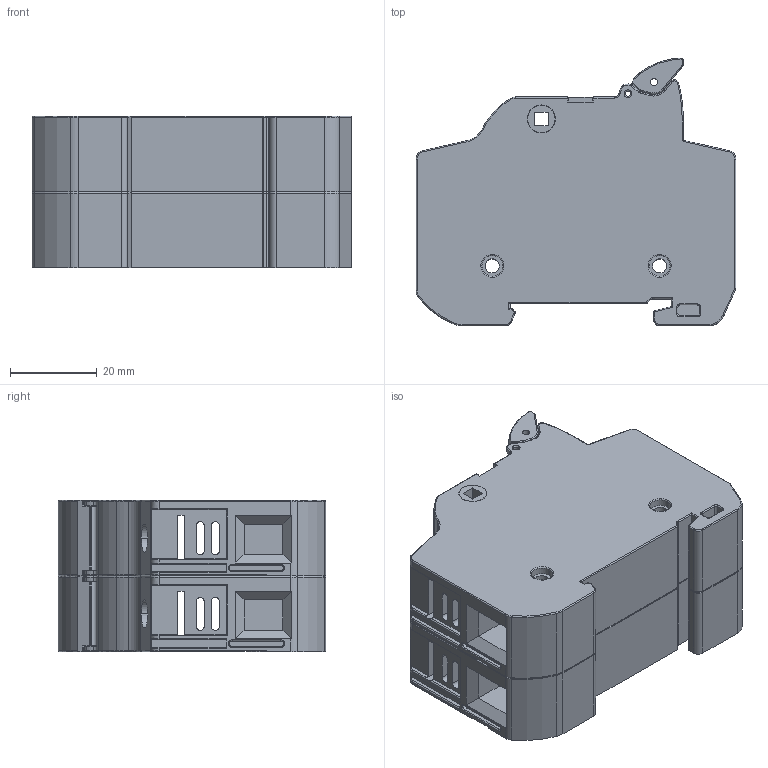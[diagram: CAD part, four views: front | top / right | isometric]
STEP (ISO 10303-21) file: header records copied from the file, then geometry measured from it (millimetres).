
FILE_DESCRIPTION (( 'STEP AP214' ), '1' );
FILE_NAME ('EHM2DU-6.STEP', '2018-05-10T11:37:56', ( '' ), ( '' ), 'SwSTEP 2.0', 'SolidWorks 2017', '' );
FILE_SCHEMA (( 'AUTOMOTIVE_DESIGN' ));
Length unit declared in the file: millimetre
Products named in the file (1): EHM2DU-6
Bounding box: 73.88 x 61.82 x 35 mm (x, y, z)
Volume: 105443.1 mm3; surface area: 39091.1 mm2
Topology: 2 solids, 2 shells, 1166 faces, 3018 edges, 1904 vertices
Faces by surface type: plane 490, cylinder 388, torus 216, bspline 52, cone 20
Entity records: 45484 total; most frequent: CARTESIAN_POINT 9695, DIRECTION 6166, ORIENTED_EDGE 6036, EDGE_CURVE 3018, AXIS2_PLACEMENT_3D 2225, VERTEX_POINT 1904, VECTOR 1716, LINE 1716
